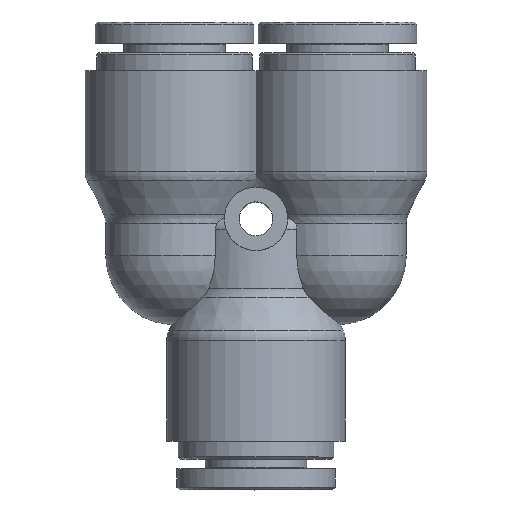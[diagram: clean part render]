
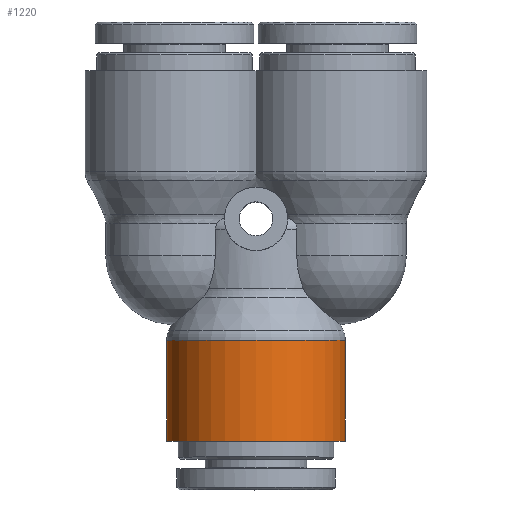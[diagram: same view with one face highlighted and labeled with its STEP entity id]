
A CAD part, top view. The second image highlights one B-rep face of the part: STEP entity #1220.
In plain terms, the highlighted cylindrical face has radius 8.45 mm (diameter 16.9 mm), a full revolution.
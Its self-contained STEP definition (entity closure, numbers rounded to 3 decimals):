
#1189=CARTESIAN_POINT('',(8.45,-4.462,0.));
#1190=VERTEX_POINT('',#1189);
#1191=CARTESIAN_POINT('',(0.,-4.462,0.0));
#1192=DIRECTION('',(0.0,1.0,0.0));
#1193=DIRECTION('',(-1.0,0.0,0.0));
#1194=AXIS2_PLACEMENT_3D('',#1191,#1192,#1193);
#1195=CIRCLE('',#1194,8.45);
#1196=EDGE_CURVE('',#1190,#1190,#1195,.T.);
#1201=CARTESIAN_POINT('',(0.,-9.,0.0));
#1202=DIRECTION('',(0.,-1.0,0.0));
#1203=DIRECTION('',(1.0,0.0,0.0));
#1204=AXIS2_PLACEMENT_3D('',#1201,#1202,#1203);
#1205=CYLINDRICAL_SURFACE('',#1204,8.45);
#1206=CARTESIAN_POINT('',(8.45,-14.,0.0));
#1207=VERTEX_POINT('',#1206);
#1208=CARTESIAN_POINT('',(0.,-14.,0.0));
#1209=DIRECTION('',(0.0,-1.0,0.0));
#1210=DIRECTION('',(1.0,0.0,0.0));
#1211=AXIS2_PLACEMENT_3D('',#1208,#1209,#1210);
#1212=CIRCLE('',#1211,8.45);
#1213=EDGE_CURVE('',#1207,#1207,#1212,.T.);
#1214=ORIENTED_EDGE('',*,*,#1213,.F.);
#1215=EDGE_LOOP('',(#1214));
#1216=FACE_OUTER_BOUND('',#1215,.T.);
#1217=ORIENTED_EDGE('',*,*,#1196,.F.);
#1218=EDGE_LOOP('',(#1217));
#1219=FACE_BOUND('',#1218,.T.);
#1220=ADVANCED_FACE('',(#1216,#1219),#1205,.T.);
